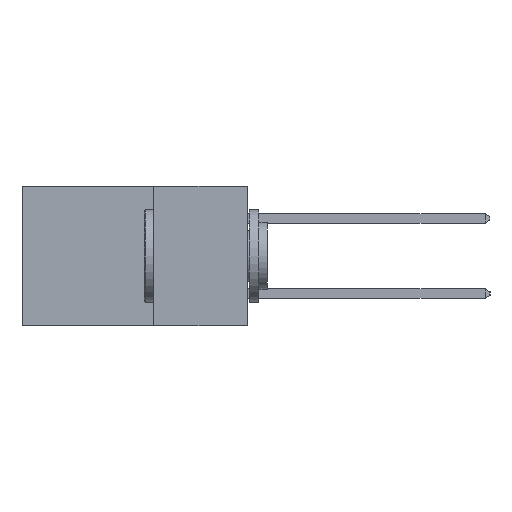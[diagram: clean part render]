
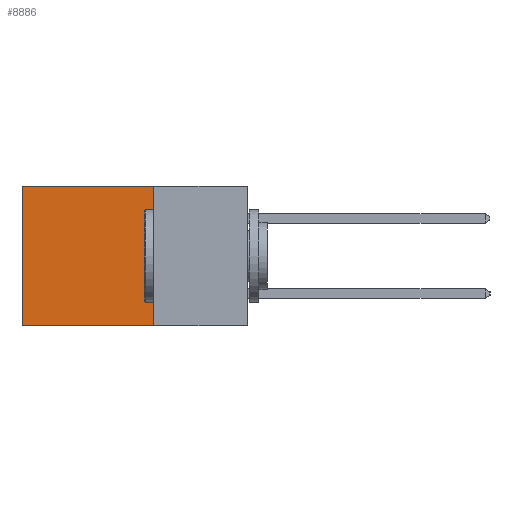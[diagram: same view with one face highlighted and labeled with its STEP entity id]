
A CAD part, left-side view. The second image highlights one B-rep face of the part: STEP entity #8886.
In plain terms, the highlighted planar face has unit normal (-1, 0, 0).
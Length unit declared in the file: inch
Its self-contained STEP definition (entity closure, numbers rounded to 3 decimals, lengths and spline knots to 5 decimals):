
#636 = AXIS2_PLACEMENT_3D ( 'NONE', #7874, #7209, #7106 ) ;
#1521 = VERTEX_POINT ( 'NONE', #4471 ) ;
#1611 = VERTEX_POINT ( 'NONE', #14223 ) ;
#2977 = CARTESIAN_POINT ( 'NONE',  ( 0.2615, 0.25, -0.37 ) ) ;
#3184 = LINE ( 'NONE', #13324, #3937 ) ;
#3621 = ORIENTED_EDGE ( 'NONE', *, *, #12665, .T. ) ;
#3937 = VECTOR ( 'NONE', #13293, 39.37008 ) ;
#4032 = FACE_OUTER_BOUND ( 'NONE', #4456, .T. ) ;
#4456 = EDGE_LOOP ( 'NONE', ( #3621, #5577, #15117, #12724 ) ) ;
#4471 = CARTESIAN_POINT ( 'NONE',  ( 0.2615, 0.25, 0. ) ) ;
#4593 = CARTESIAN_POINT ( 'NONE',  ( 0.2615, 0.25, 0. ) ) ;
#5300 = CARTESIAN_POINT ( 'NONE',  ( 0.2615, 0.6, 0. ) ) ;
#5577 = ORIENTED_EDGE ( 'NONE', *, *, #6099, .F. ) ;
#6099 = EDGE_CURVE ( 'NONE', #15730, #1611, #3184, .T. ) ;
#7106 = DIRECTION ( 'NONE',  ( 0., 0., -1. ) ) ;
#7209 = DIRECTION ( 'NONE',  ( 1., 0., 0. ) ) ;
#7500 = CARTESIAN_POINT ( 'NONE',  ( 0.2615, 0.6, -0.37 ) ) ;
#7818 = PLANE ( 'NONE',  #636 ) ;
#7874 = CARTESIAN_POINT ( 'NONE',  ( 0.2615, 0.25, -0.37 ) ) ;
#8170 = VECTOR ( 'NONE', #14777, 39.37008 ) ;
#8667 = CARTESIAN_POINT ( 'NONE',  ( 0.2615, 0.25, -0.37 ) ) ;
#8886 = ADVANCED_FACE ( 'NONE', ( #4032 ), #7818, .F. ) ;
#10386 = DIRECTION ( 'NONE',  ( 0., 0., -1. ) ) ;
#10775 = VERTEX_POINT ( 'NONE', #5300 ) ;
#11021 = EDGE_CURVE ( 'NONE', #1521, #10775, #12053, .T. ) ;
#11071 = LINE ( 'NONE', #7500, #8170 ) ;
#11406 = LINE ( 'NONE', #2977, #14181 ) ;
#12053 = LINE ( 'NONE', #4593, #12800 ) ;
#12665 = EDGE_CURVE ( 'NONE', #10775, #1611, #11071, .T. ) ;
#12724 = ORIENTED_EDGE ( 'NONE', *, *, #11021, .T. ) ;
#12800 = VECTOR ( 'NONE', #13158, 39.37008 ) ;
#13158 = DIRECTION ( 'NONE',  ( 0., 1., 0. ) ) ;
#13293 = DIRECTION ( 'NONE',  ( 0., 1., 0. ) ) ;
#13324 = CARTESIAN_POINT ( 'NONE',  ( 0.2615, 0.25, -0.37 ) ) ;
#13992 = EDGE_CURVE ( 'NONE', #1521, #15730, #11406, .T. ) ;
#14181 = VECTOR ( 'NONE', #10386, 39.37008 ) ;
#14223 = CARTESIAN_POINT ( 'NONE',  ( 0.2615, 0.6, -0.37 ) ) ;
#14777 = DIRECTION ( 'NONE',  ( 0., 0., -1. ) ) ;
#15117 = ORIENTED_EDGE ( 'NONE', *, *, #13992, .F. ) ;
#15730 = VERTEX_POINT ( 'NONE', #8667 ) ;
